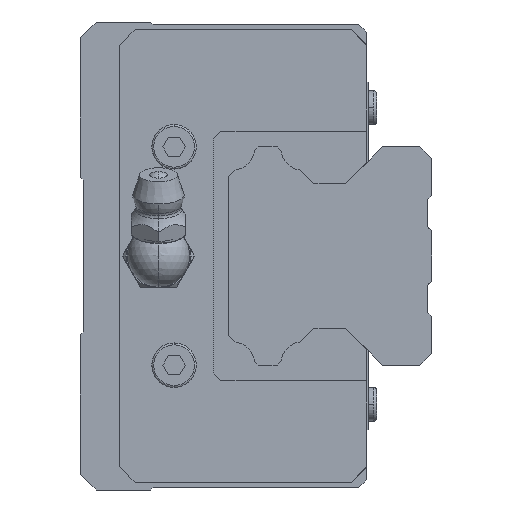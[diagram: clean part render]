
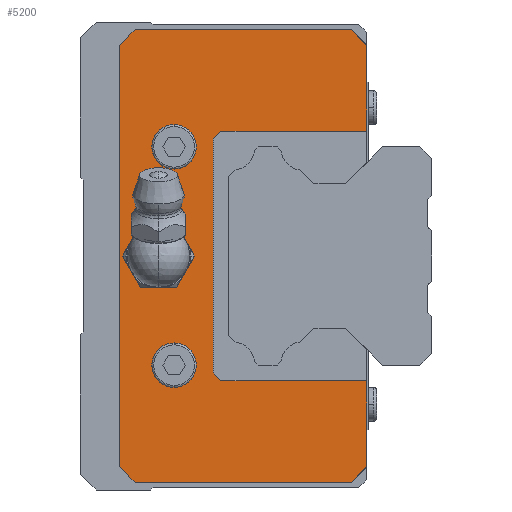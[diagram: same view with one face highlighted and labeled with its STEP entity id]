
A CAD part, left-side view. The second image highlights one B-rep face of the part: STEP entity #5200.
In plain terms, the highlighted planar face has unit normal (-1, 0, 0).
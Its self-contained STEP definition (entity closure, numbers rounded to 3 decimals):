
#1990 = VERTEX_POINT( '', #5502 );
#1992 = VERTEX_POINT( '', #5504 );
#2054 = VERTEX_POINT( '', #5573 );
#2058 = EDGE_CURVE( '', #3392, #2588, #5577, .T. );
#2096 = EDGE_CURVE( '', #2986, #2560, #5615, .T. );
#2130 = VERTEX_POINT( '', #5652 );
#2178 = VERTEX_POINT( '', #5706 );
#2204 = EDGE_CURVE( '', #1992, #4718, #5735, .T. );
#2316 = VERTEX_POINT( '', #5855 );
#2492 = EDGE_CURVE( '', #2588, #3392, #6051, .T. );
#2560 = VERTEX_POINT( '', #6127 );
#2588 = VERTEX_POINT( '', #6157 );
#2616 = EDGE_CURVE( '', #2178, #2316, #6188, .T. );
#2652 = EDGE_CURVE( '', #3348, #3882, #6225, .T. );
#2688 = EDGE_CURVE( '', #2130, #3348, #6262, .T. );
#2694 = EDGE_CURVE( '', #3966, #3100, #6269, .T. );
#2944 = VERTEX_POINT( '', #6543 );
#2986 = VERTEX_POINT( '', #6591 );
#3100 = VERTEX_POINT( '', #6722 );
#3280 = EDGE_CURVE( '', #3100, #3966, #6925, .T. );
#3314 = EDGE_CURVE( '', #1990, #2178, #6962, .T. );
#3348 = VERTEX_POINT( '', #7000 );
#3392 = VERTEX_POINT( '', #7048 );
#3646 = EDGE_CURVE( '', #2316, #1992, #7336, .T. );
#3696 = VERTEX_POINT( '', #7388 );
#3728 = EDGE_CURVE( '', #3882, #3786, #7423, .T. );
#3786 = VERTEX_POINT( '', #7485 );
#3876 = EDGE_CURVE( '', #2054, #2944, #7581, .T. );
#3880 = EDGE_CURVE( '', #1990, #2054, #7585, .T. );
#3882 = VERTEX_POINT( '', #7587 );
#3920 = EDGE_CURVE( '', #2944, #5146, #7634, .T. );
#3966 = VERTEX_POINT( '', #7681 );
#4248 = EDGE_CURVE( '', #2560, #2986, #7985, .T. );
#4350 = EDGE_CURVE( '', #4512, #3696, #8099, .T. );
#4384 = EDGE_CURVE( '', #4718, #3786, #8140, .T. );
#4512 = VERTEX_POINT( '', #8282 );
#4594 = EDGE_CURVE( '', #5146, #4512, #8375, .T. );
#4702 = EDGE_CURVE( '', #3696, #2130, #8491, .T. );
#4718 = VERTEX_POINT( '', #8507 );
#5146 = VERTEX_POINT( '', #8976 );
#5200 = ADVANCED_FACE( '', ( #9039, #9040, #9041, #9042 ), #9043, .F. );
#5502 = CARTESIAN_POINT( '', ( 73., 8.283, -16. ) );
#5504 = CARTESIAN_POINT( '', ( 73., 28., 15. ) );
#5573 = CARTESIAN_POINT( '', ( 73., 8.283, -27. ) );
#5577 = CIRCLE( '', #9550, 2.85 );
#5615 = CIRCLE( '', #9616, 2.85 );
#5652 = CARTESIAN_POINT( '', ( 73., 38., 29. ) );
#5706 = CARTESIAN_POINT( '', ( 73., 27., -16. ) );
#5735 = LINE( '', #9785, #9786 );
#5855 = CARTESIAN_POINT( '', ( 73., 28., -15. ) );
#6051 = CIRCLE( '', #10231, 2.85 );
#6127 = CARTESIAN_POINT( '', ( 73., 35.85, -14. ) );
#6157 = CARTESIAN_POINT( '', ( 73., 30.15, 14. ) );
#6188 = LINE( '', #10414, #10415 );
#6225 = LINE( '', #10485, #10486 );
#6262 = LINE( '', #10544, #10545 );
#6269 = CIRCLE( '', #10555, 3. );
#6543 = CARTESIAN_POINT( '', ( 73., 10.283, -29. ) );
#6591 = CARTESIAN_POINT( '', ( 73., 30.15, -14. ) );
#6722 = CARTESIAN_POINT( '', ( 73., 38., 0. ) );
#6925 = CIRCLE( '', #11468, 3. );
#6962 = LINE( '', #11516, #11517 );
#7000 = CARTESIAN_POINT( '', ( 73., 10.283, 29. ) );
#7048 = CARTESIAN_POINT( '', ( 73., 35.85, 14. ) );
#7336 = LINE( '', #12070, #12071 );
#7388 = CARTESIAN_POINT( '', ( 73., 40., 27. ) );
#7423 = LINE( '', #12207, #12208 );
#7485 = CARTESIAN_POINT( '', ( 73., 8.283, 16. ) );
#7581 = LINE( '', #12437, #12438 );
#7585 = LINE( '', #12443, #12444 );
#7587 = CARTESIAN_POINT( '', ( 73., 8.283, 27. ) );
#7634 = LINE( '', #12506, #12507 );
#7681 = CARTESIAN_POINT( '', ( 73., 32., 0. ) );
#7985 = CIRCLE( '', #13024, 2.85 );
#8099 = LINE( '', #13211, #13212 );
#8140 = LINE( '', #13266, #13267 );
#8282 = CARTESIAN_POINT( '', ( 73., 40., -27. ) );
#8375 = LINE( '', #13581, #13582 );
#8491 = LINE( '', #13751, #13752 );
#8507 = CARTESIAN_POINT( '', ( 73., 27., 16. ) );
#8976 = CARTESIAN_POINT( '', ( 73., 38., -29. ) );
#9039 = FACE_BOUND( '', #14518, .T. );
#9040 = FACE_BOUND( '', #14519, .T. );
#9041 = FACE_BOUND( '', #14520, .T. );
#9042 = FACE_OUTER_BOUND( '', #14521, .T. );
#9043 = PLANE( '', #14522 );
#9550 = AXIS2_PLACEMENT_3D( '', #14933, #14934, #14935 );
#9616 = AXIS2_PLACEMENT_3D( '', #14952, #14953, #14954 );
#9785 = CARTESIAN_POINT( '', ( 73., 26.5, 16.5 ) );
#9786 = VECTOR( '', #15110, 1. );
#10231 = AXIS2_PLACEMENT_3D( '', #15441, #15442, #15443 );
#10414 = CARTESIAN_POINT( '', ( 73., 26., -17. ) );
#10415 = VECTOR( '', #15607, 1. );
#10485 = CARTESIAN_POINT( '', ( 73., 1.212, 19.929 ) );
#10486 = VECTOR( '', #15630, 1. );
#10544 = CARTESIAN_POINT( '', ( 73., 8.642, 29. ) );
#10545 = VECTOR( '', #15654, 1. );
#10555 = AXIS2_PLACEMENT_3D( '', #15664, #15665, #15666 );
#11468 = AXIS2_PLACEMENT_3D( '', #16493, #16494, #16495 );
#11516 = CARTESIAN_POINT( '', ( 73., 7.642, -16. ) );
#11517 = VECTOR( '', #16556, 1. );
#12070 = CARTESIAN_POINT( '', ( 73., 28., -7.5 ) );
#12071 = VECTOR( '', #17046, 1. );
#12207 = CARTESIAN_POINT( '', ( 73., 8.283, -13.5 ) );
#12208 = VECTOR( '', #17125, 1. );
#12437 = CARTESIAN_POINT( '', ( 73., 2.212, -20.929 ) );
#12438 = VECTOR( '', #17276, 1. );
#12443 = CARTESIAN_POINT( '', ( 73., 8.283, -13.5 ) );
#12444 = VECTOR( '', #17277, 1. );
#12506 = CARTESIAN_POINT( '', ( 73., 22.5, -29. ) );
#12507 = VECTOR( '', #17360, 1. );
#13024 = AXIS2_PLACEMENT_3D( '', #17694, #17695, #17696 );
#13211 = CARTESIAN_POINT( '', ( 73., 40., 13.5 ) );
#13212 = VECTOR( '', #17827, 1. );
#13266 = CARTESIAN_POINT( '', ( 73., 17., 16. ) );
#13267 = VECTOR( '', #17891, 1. );
#13581 = CARTESIAN_POINT( '', ( 73., 38.5, -28.5 ) );
#13582 = VECTOR( '', #18160, 1. );
#13751 = CARTESIAN_POINT( '', ( 73., 37.5, 29.5 ) );
#13752 = VECTOR( '', #18295, 1. );
#14518 = EDGE_LOOP( '', ( #18891, #18892 ) );
#14519 = EDGE_LOOP( '', ( #18893, #18894 ) );
#14520 = EDGE_LOOP( '', ( #18895, #18896 ) );
#14521 = EDGE_LOOP( '', ( #18897, #18898, #18899, #18900, #18901, #18902, #18903, #18904, #18905, #18906, #18907, #18908, #18909, #18910 ) );
#14522 = AXIS2_PLACEMENT_3D( '', #18911, #18912, #18913 );
#14933 = CARTESIAN_POINT( '', ( 73., 33., 14. ) );
#14934 = DIRECTION( '', ( 1., 0., 0. ) );
#14935 = DIRECTION( '', ( 0., 1., 0. ) );
#14952 = CARTESIAN_POINT( '', ( 73., 33., -14. ) );
#14953 = DIRECTION( '', ( 1., 0., 0. ) );
#14954 = DIRECTION( '', ( 0., 1., 0. ) );
#15110 = DIRECTION( '', ( 0., -0.707, 0.707 ) );
#15441 = CARTESIAN_POINT( '', ( 73., 33., 14. ) );
#15442 = DIRECTION( '', ( 1., 0., 0. ) );
#15443 = DIRECTION( '', ( 0., 1., 0. ) );
#15607 = DIRECTION( '', ( 0., 0.707, 0.707 ) );
#15630 = DIRECTION( '', ( 0., -0.707, -0.707 ) );
#15654 = DIRECTION( '', ( 0., -1., 0. ) );
#15664 = CARTESIAN_POINT( '', ( 73., 35., 0. ) );
#15665 = DIRECTION( '', ( 1., 0., 0. ) );
#15666 = DIRECTION( '', ( 0., 1., 0. ) );
#16493 = CARTESIAN_POINT( '', ( 73., 35., 0. ) );
#16494 = DIRECTION( '', ( 1., 0., 0. ) );
#16495 = DIRECTION( '', ( 0., 1., 0. ) );
#16556 = DIRECTION( '', ( 0., 1., 0. ) );
#17046 = DIRECTION( '', ( 0., 0., 1. ) );
#17125 = DIRECTION( '', ( 0., 0., -1. ) );
#17276 = DIRECTION( '', ( 0., 0.707, -0.707 ) );
#17277 = DIRECTION( '', ( 0., 0., -1. ) );
#17360 = DIRECTION( '', ( 0., 1., 0. ) );
#17694 = CARTESIAN_POINT( '', ( 73., 33., -14. ) );
#17695 = DIRECTION( '', ( 1., 0., 0. ) );
#17696 = DIRECTION( '', ( 0., 1., 0. ) );
#17827 = DIRECTION( '', ( 0., 0., 1. ) );
#17891 = DIRECTION( '', ( 0., -1., 0. ) );
#18160 = DIRECTION( '', ( 0., 0.707, 0.707 ) );
#18295 = DIRECTION( '', ( 0., -0.707, 0.707 ) );
#18891 = ORIENTED_EDGE( '', *, *, #3280, .T. );
#18892 = ORIENTED_EDGE( '', *, *, #2694, .T. );
#18893 = ORIENTED_EDGE( '', *, *, #2058, .T. );
#18894 = ORIENTED_EDGE( '', *, *, #2492, .T. );
#18895 = ORIENTED_EDGE( '', *, *, #4248, .T. );
#18896 = ORIENTED_EDGE( '', *, *, #2096, .T. );
#18897 = ORIENTED_EDGE( '', *, *, #3314, .T. );
#18898 = ORIENTED_EDGE( '', *, *, #2616, .T. );
#18899 = ORIENTED_EDGE( '', *, *, #3646, .T. );
#18900 = ORIENTED_EDGE( '', *, *, #2204, .T. );
#18901 = ORIENTED_EDGE( '', *, *, #4384, .T. );
#18902 = ORIENTED_EDGE( '', *, *, #3728, .F. );
#18903 = ORIENTED_EDGE( '', *, *, #2652, .F. );
#18904 = ORIENTED_EDGE( '', *, *, #2688, .F. );
#18905 = ORIENTED_EDGE( '', *, *, #4702, .F. );
#18906 = ORIENTED_EDGE( '', *, *, #4350, .F. );
#18907 = ORIENTED_EDGE( '', *, *, #4594, .F. );
#18908 = ORIENTED_EDGE( '', *, *, #3920, .F. );
#18909 = ORIENTED_EDGE( '', *, *, #3876, .F. );
#18910 = ORIENTED_EDGE( '', *, *, #3880, .F. );
#18911 = CARTESIAN_POINT( '', ( 73., 7., 0. ) );
#18912 = DIRECTION( '', ( 1., 0., 0. ) );
#18913 = DIRECTION( '', ( 0., 0., -1. ) );
